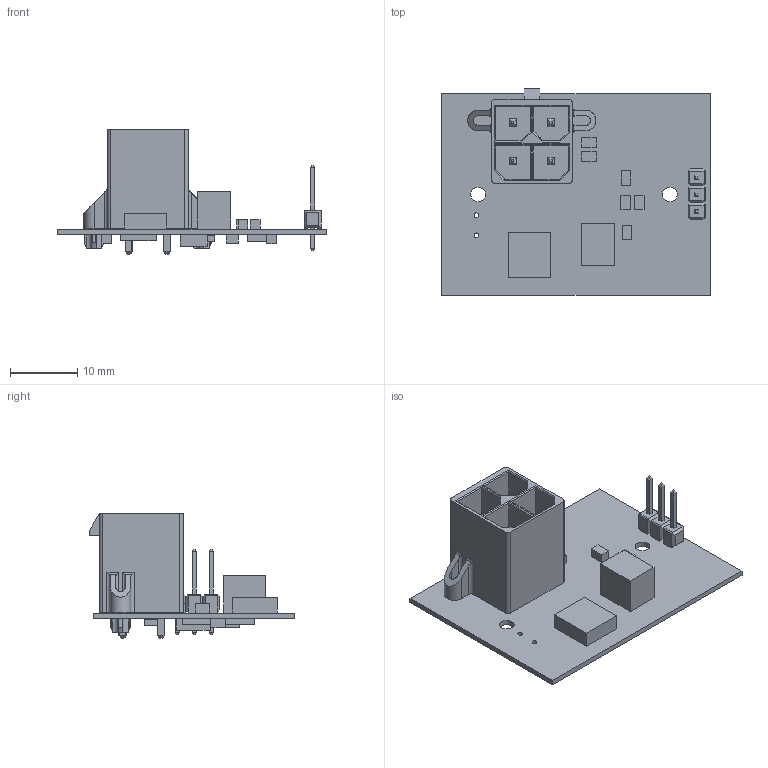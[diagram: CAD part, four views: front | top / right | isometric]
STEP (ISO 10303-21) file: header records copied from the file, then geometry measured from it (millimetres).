
FILE_DESCRIPTION(('Open CASCADE Model'),'2;1');
FILE_NAME('Open CASCADE Shape Model','2017-05-14T14:52:10',('Author'),( 'Open CASCADE'),'Open CASCADE STEP processor 6.8','Open CASCADE 6.8' ,'Unknown');
FILE_SCHEMA(('AUTOMOTIVE_DESIGN { 1 0 10303 214 1 1 1 1 }'));
Length unit declared in the file: millimetre
Products named in the file (45): PCB; Board; C1; 667171256; Extruded; C2; D1; 667178600; Q1; 667178328; Q2; Q3; 667178464; R1; 667170984; R2; R3; R4; R5; R6; 667178192; R7; U1; 667178736; P1; 768290004; Open CASCADE STEP translator 6.8 2.16.1.1; Open CASCADE STEP translator 6.8 2.16.1.2; R8; 667178872; P2; Pin_Header_1x3_TH_Pitch_2.54mm; Open CASCADE STEP translator 6.8 2.18.1.1; Open CASCADE STEP translator 6.8 2.18.1.2; Open CASCADE STEP translator 6.8 2.18.1.3; U2; 667172072
Assembly tree (51 placements, depth 4):
  PCB
    Board
    C1
      667171256
        Extruded
    C2
      667171256
        Extruded
    D1
      667178600
        Extruded
    Q1
      667178328
        Extruded
    Q2
      667178328
        Extruded
    Q3
      667178464
        Extruded
    R1
      667170984
        Extruded
    R2
      667170984
        Extruded
    R3
      667170984
        Extruded
    R4
      667170984
        Extruded
    R5
      667170984
        Extruded
    R6
      667178192
        Extruded
    R7
      667170984
        Extruded
    U1
      667178736
        Extruded
    P1
      768290004
        Open CASCADE STEP translator 6.8 2.16.1.1
        Open CASCADE STEP translator 6.8 2.16.1.2
    R8
      667178872
        Extruded
    P2
      Pin_Header_1x3_TH_Pitch_2.54mm
        Open CASCADE STEP translator 6.8 2.18.1.1
        Open CASCADE STEP translator 6.8 2.18.1.2
        Open CASCADE STEP translator 6.8 2.18.1.3
    U2
      667172072
        Extruded
Bounding box: 40 x 30.7 x 18.58 mm (x, y, z)
Volume: 2604.3 mm3; surface area: 5699.4 mm2
Topology: 21 solids, 24 shells, 518 faces, 1364 edges, 921 vertices
Faces by surface type: plane 401, cylinder 97, bspline 12, cone 8
Full cylindrical faces by diameter (mm): 0.7 x2, 1.02 x3, 1.85 x4, 2.2 x2, 3.05 x2
Entity records: 44204 total; most frequent: CARTESIAN_POINT 20562, DIRECTION 3397, ORIENTED_EDGE 2506, PCURVE 2506, DEFINITIONAL_REPRESENTATION 2506, LINE 1940, VECTOR 1940, B_SPLINE_CURVE_WITH_KNOTS 1552
